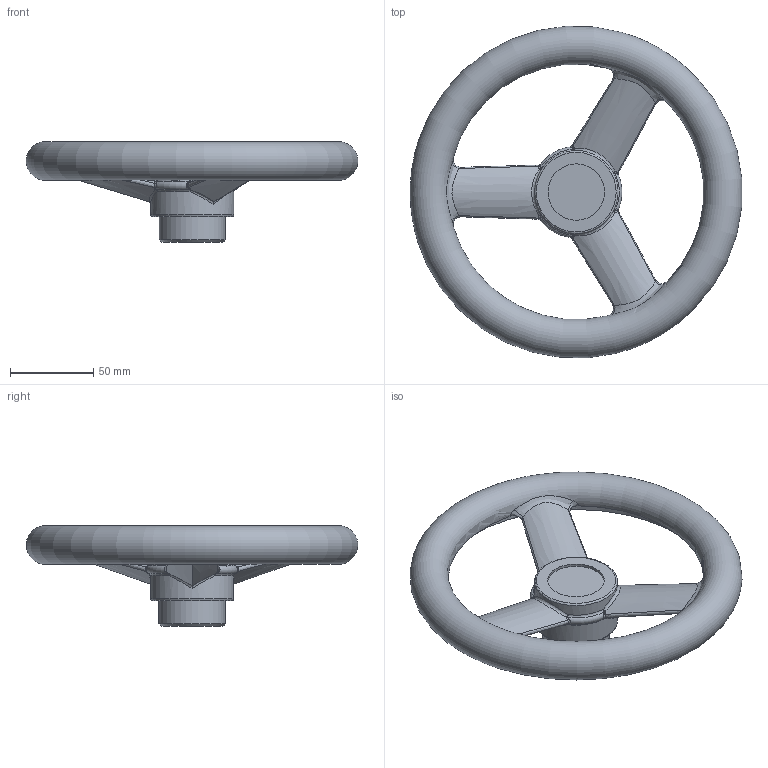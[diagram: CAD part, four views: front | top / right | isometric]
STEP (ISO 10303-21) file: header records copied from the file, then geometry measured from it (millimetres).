
FILE_DESCRIPTION( ( 'Unknown' ), '1' );
FILE_NAME( '6102025_VRA200.stp', 'Unknown', ( 'Unknown' ), ( 'Unknown' ), 'XStep 1.0', 'Unknown', ' ' );
FILE_SCHEMA( ( 'CONFIG_CONTROL_DESIGN' ) );
Length unit declared in the file: millimetre
Products named in the file (1): 1
Bounding box: 199.6 x 199.49 x 60.5 mm (x, y, z)
Volume: 337793.2 mm3; surface area: 64010.2 mm2
Topology: 1 solids, 1 shells, 113 faces, 277 edges, 162 vertices
Faces by surface type: bspline 63, torus 14, sphere 12, cylinder 11, plane 10, cone 3
Full cylindrical faces by diameter (mm): 6 x1, 34 x1, 40 x1, 50 x2
Entity records: 14422 total; most frequent: CARTESIAN_POINT 12290, ORIENTED_EDGE 518, DIRECTION 308, EDGE_CURVE 259, VERTEX_POINT 156, B_SPLINE_CURVE_WITH_KNOTS 152, AXIS2_PLACEMENT_3D 150, EDGE_LOOP 126
